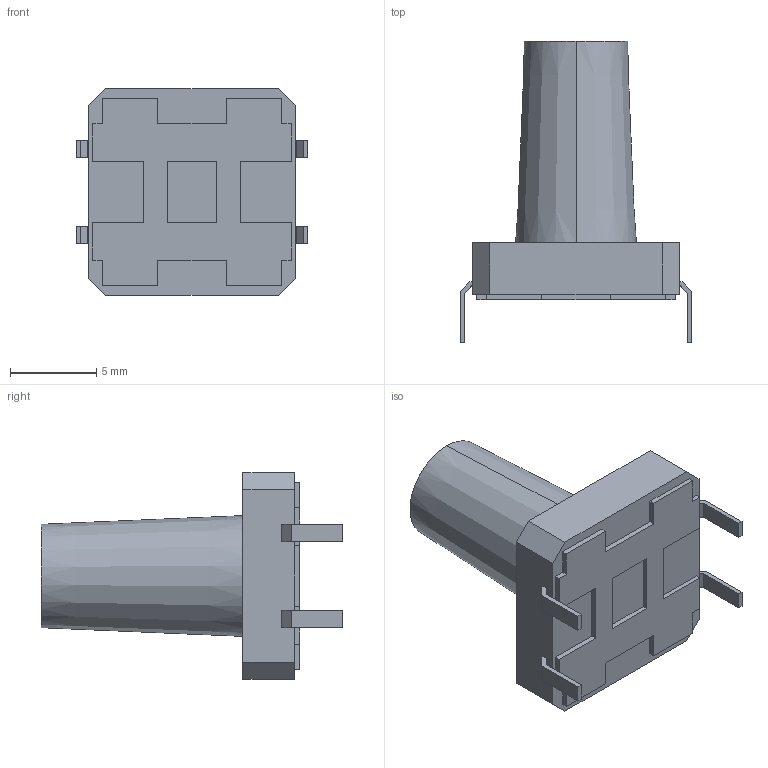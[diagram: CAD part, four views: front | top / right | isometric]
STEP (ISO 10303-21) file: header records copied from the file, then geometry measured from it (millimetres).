
FILE_DESCRIPTION (( 'STEP AP214' ), '1' );
FILE_NAME ('User Library-SWT_12x12x15.STEP', '2017-03-26T03:53:11', ( 'Windows User' ), ( '' ), 'SwSTEP 2.0', 'SolidWorks 2017', '' );
FILE_SCHEMA (( 'AUTOMOTIVE_DESIGN' ));
Length unit declared in the file: millimetre
Products named in the file (1): User Library-SWT_12x12x15
Bounding box: 13.45 x 17.5 x 12 mm (x, y, z)
Volume: 838.9 mm3; surface area: 782.6 mm2
Topology: 1 solids, 1 shells, 130 faces, 328 edges, 218 vertices
Faces by surface type: plane 108, cylinder 20, cone 2
Entity records: 5322 total; most frequent: CARTESIAN_POINT 677, ORIENTED_EDGE 656, DIRECTION 632, EDGE_CURVE 328, LINE 286, VECTOR 286, VERTEX_POINT 218, AXIS2_PLACEMENT_3D 173
